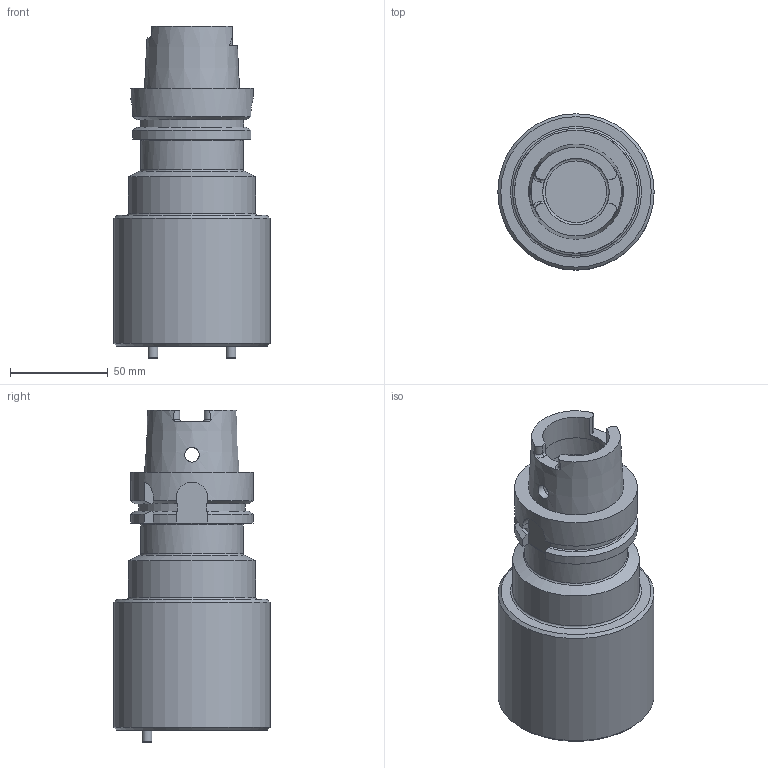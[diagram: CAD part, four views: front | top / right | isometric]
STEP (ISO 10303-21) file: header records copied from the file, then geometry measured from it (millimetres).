
FILE_DESCRIPTION(/* description */ (''),/* implementation_level */ '2;1');
FILE_NAME(/* name */ '1524203102570.stp',/* time_stamp */ '2018-04-20T07:45:11+02:00',/* author */ (''),/* organization */ ('SMS'),/* preprocessor_version */ 'ST-DEVELOPER v15',/* originating_system */ 'SIEMENS PLM Software NX 8.5',/* authorisation */ '');
FILE_SCHEMA (('AUTOMOTIVE_DESIGN { 1 0 10303 214 3 1 1 1 }'));
Length unit declared in the file: millimetre
Products named in the file (1): 112029122mod000_00
Bounding box: 80 x 80 x 169.9 mm (x, y, z)
Volume: 530203.4 mm3; surface area: 50543.2 mm2
Topology: 1 solids, 1 shells, 89 faces, 242 edges, 159 vertices
Faces by surface type: plane 38, cylinder 27, cone 13, torus 9, bspline 2
Full cylindrical faces by diameter (mm): 5 x2, 7.5 x2, 34.05 x2, 40.08 x1, 52.5 x1, 62.94 x1, 65 x1, 80 x1
Entity records: 3075 total; most frequent: CARTESIAN_POINT 950, DIRECTION 431, ORIENTED_EDGE 410, EDGE_CURVE 205, AXIS2_PLACEMENT_3D 170, VERTEX_POINT 143, EDGE_LOOP 118, LINE 91
